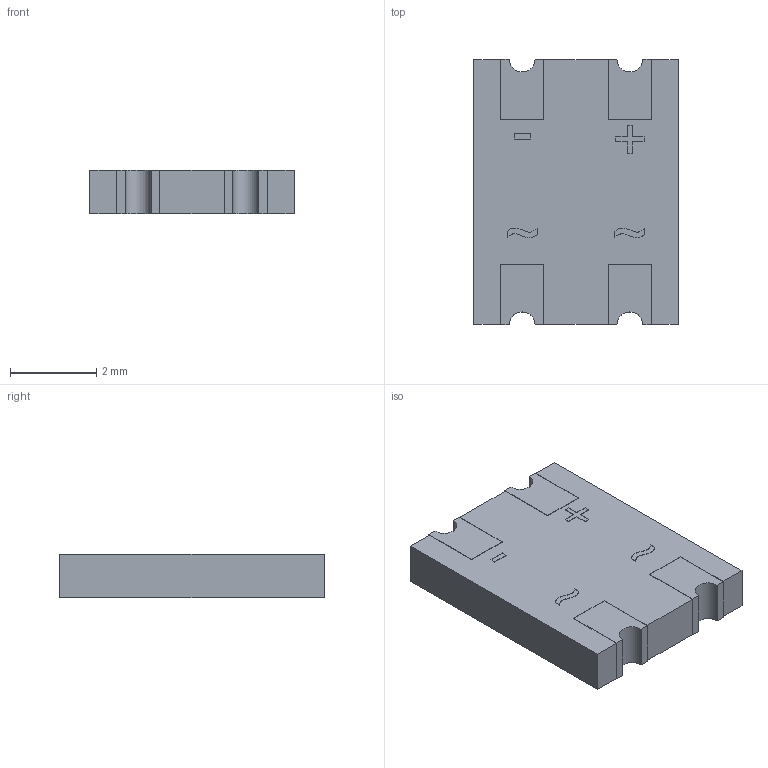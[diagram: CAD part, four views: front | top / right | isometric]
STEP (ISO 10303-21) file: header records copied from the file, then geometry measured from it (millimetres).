
FILE_DESCRIPTION(/* description */ (''),/* implementation_level */ '2;1');
FILE_NAME(/* name */ 'CD-HD2x(L).step',/* time_stamp */ '2021-10-31T21:43:06+01:00',/* author */ (''),/* organization */ (''),/* preprocessor_version */ 'ST-DEVELOPER v18.1',/* originating_system */ 'Autodesk Translation Framework v10.10.0.1391',/* authorisation */ '');
FILE_SCHEMA (('AUTOMOTIVE_DESIGN { 1 0 10303 214 3 1 1 }'));
Length unit declared in the file: millimetre
Products named in the file (1): CD-HD2x(L)
Bounding box: 4.75 x 6.17 x 1.02 mm (x, y, z)
Volume: 28.8 mm3; surface area: 81.1 mm2
Topology: 1 solids, 1 shells, 98 faces, 276 edges, 184 vertices
Faces by surface type: plane 66, bspline 28, cylinder 4
Entity records: 3504 total; most frequent: CARTESIAN_POINT 1035, ORIENTED_EDGE 552, DIRECTION 370, EDGE_CURVE 276, LINE 212, VECTOR 212, VERTEX_POINT 184, EDGE_LOOP 102
